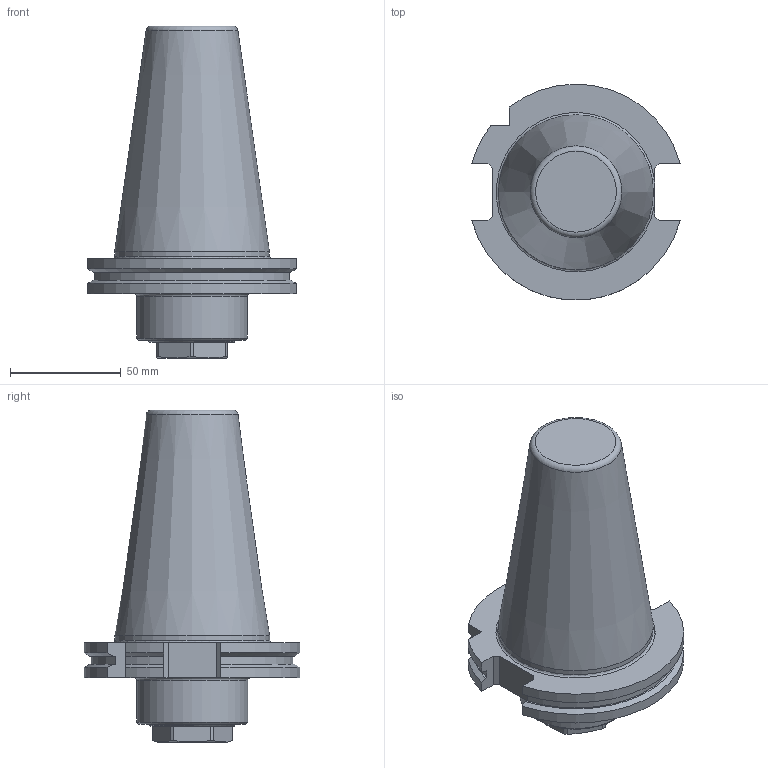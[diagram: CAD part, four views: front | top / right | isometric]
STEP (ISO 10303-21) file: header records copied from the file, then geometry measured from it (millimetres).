
FILE_DESCRIPTION(/* description */ ('Unknown'),/* implementation_level */ '2;1');
FILE_NAME(/* name */ '338125050',/* time_stamp */ '2020-08-11T16:22:10+02:00',/* author */ ('WTO KS'),/* organization */ ('WTO'),/* preprocessor_version */ 'ST-DEVELOPER v16.7',/* originating_system */ 'DEX',/* authorisation */ $);
FILE_SCHEMA (('AUTOMOTIVE_DESIGN {1 0 10303 214 3 1 1}'));
Length unit declared in the file: millimetre
Products named in the file (1): 089072_338125050_vereinfacht_STP_00416524
Bounding box: 94.05 x 97.31 x 149.75 mm (x, y, z)
Volume: 395630.7 mm3; surface area: 43713.8 mm2
Topology: 1 solids, 1 shells, 70 faces, 183 edges, 120 vertices
Faces by surface type: plane 32, cylinder 20, cone 12, torus 3, bspline 3
Full cylindrical faces by diameter (mm): 18.1 x1, 19.2 x1, 21.2 x1, 50 x1, 69.85 x1
Entity records: 2376 total; most frequent: CARTESIAN_POINT 725, ORIENTED_EDGE 328, DIRECTION 328, EDGE_CURVE 164, AXIS2_PLACEMENT_3D 123, VERTEX_POINT 115, EDGE_LOOP 89, FACE_BOUND 89
